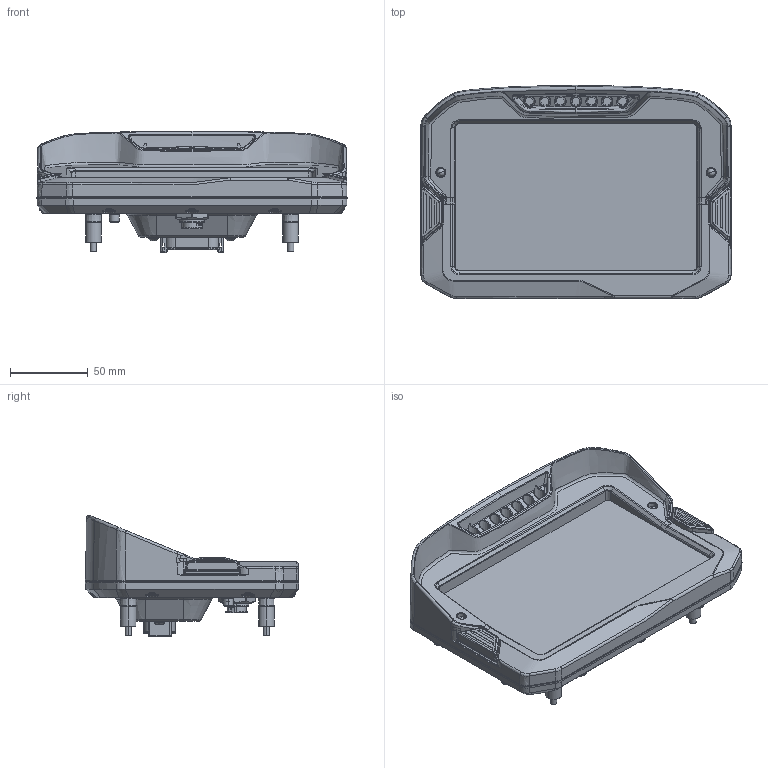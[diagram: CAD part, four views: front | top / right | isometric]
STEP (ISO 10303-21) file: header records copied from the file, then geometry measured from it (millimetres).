
FILE_DESCRIPTION (( 'STEP AP214' ), '1' );
FILE_NAME ('Carbon7.STEP', '2018-11-28T18:46:30', ( 'jromero' ), ( '' ), 'SwSTEP 2.0', 'SolidWorks 2010', '' );
FILE_SCHEMA (( 'AUTOMOTIVE_DESIGN' ));
Length unit declared in the file: millimetre
Products named in the file (1): Carbon7
Bounding box: 199.52 x 137.14 x 78.16 mm (x, y, z)
Surface area: 115359.7 mm2 (no closed solid volume)
Topology: 0 solids, 47 shells, 1361 faces, 4480 edges, 2979 vertices
Faces by surface type: plane 434, bspline 423, cylinder 291, torus 115, cone 63, sphere 35
Entity records: 90318 total; most frequent: CARTESIAN_POINT 40572, ORIENTED_EDGE 7379, DIRECTION 6381, EDGE_CURVE 4444, VERTEX_POINT 2975, AXIS2_PLACEMENT_3D 2321, VECTOR 1739, LINE 1739
